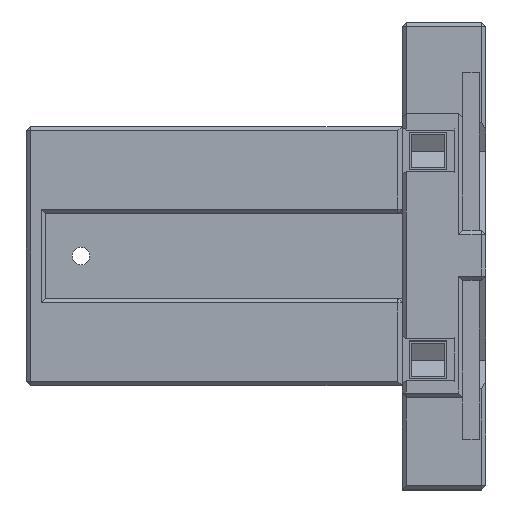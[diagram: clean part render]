
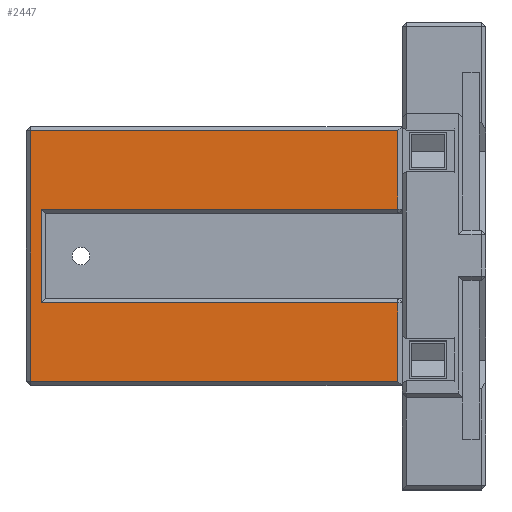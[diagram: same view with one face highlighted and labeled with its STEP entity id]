
A CAD part, top view. The second image highlights one B-rep face of the part: STEP entity #2447.
In plain terms, the highlighted planar face has unit normal (0, 0, 1).
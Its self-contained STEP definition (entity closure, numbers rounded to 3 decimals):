
#86=PLANE('',#2600);
#219=FACE_OUTER_BOUND('',#361,.T.);
#361=EDGE_LOOP('',(#1983,#1984,#1985,#1986,#1987,#1988,#1989,#1990));
#472=LINE('',#3372,#808);
#480=LINE('',#3388,#816);
#484=LINE('',#3395,#820);
#488=LINE('',#3404,#824);
#629=LINE('',#3681,#965);
#639=LINE('',#3702,#975);
#642=LINE('',#3708,#978);
#644=LINE('',#3711,#980);
#808=VECTOR('',#2729,10.);
#816=VECTOR('',#2743,10.);
#820=VECTOR('',#2749,10.);
#824=VECTOR('',#2759,10.);
#965=VECTOR('',#2970,10.);
#975=VECTOR('',#2988,10.);
#978=VECTOR('',#2993,10.);
#980=VECTOR('',#2997,10.);
#1148=VERTEX_POINT('',#3357);
#1153=VERTEX_POINT('',#3370);
#1155=VERTEX_POINT('',#3376);
#1159=VERTEX_POINT('',#3391);
#1162=VERTEX_POINT('',#3403);
#1261=VERTEX_POINT('',#3673);
#1270=VERTEX_POINT('',#3701);
#1272=VERTEX_POINT('',#3707);
#1370=EDGE_CURVE('',#1153,#1148,#472,.T.);
#1378=EDGE_CURVE('',#1148,#1155,#480,.T.);
#1382=EDGE_CURVE('',#1155,#1159,#484,.T.);
#1386=EDGE_CURVE('',#1159,#1162,#488,.T.);
#1527=EDGE_CURVE('',#1261,#1153,#629,.T.);
#1537=EDGE_CURVE('',#1162,#1270,#639,.T.);
#1540=EDGE_CURVE('',#1270,#1272,#642,.T.);
#1542=EDGE_CURVE('',#1272,#1261,#644,.T.);
#1983=ORIENTED_EDGE('',*,*,#1370,.F.);
#1984=ORIENTED_EDGE('',*,*,#1527,.F.);
#1985=ORIENTED_EDGE('',*,*,#1542,.F.);
#1986=ORIENTED_EDGE('',*,*,#1540,.F.);
#1987=ORIENTED_EDGE('',*,*,#1537,.F.);
#1988=ORIENTED_EDGE('',*,*,#1386,.F.);
#1989=ORIENTED_EDGE('',*,*,#1382,.F.);
#1990=ORIENTED_EDGE('',*,*,#1378,.F.);
#2447=ADVANCED_FACE('',(#219),#86,.T.);
#2600=AXIS2_PLACEMENT_3D('',#3717,#3005,#3006);
#2729=DIRECTION('',(-1.,0.,0.));
#2743=DIRECTION('',(0.,1.,0.));
#2749=DIRECTION('',(1.,0.,0.));
#2759=DIRECTION('',(0.,-1.,0.));
#2970=DIRECTION('',(0.,-1.,0.));
#2988=DIRECTION('',(-1.,0.,0.));
#2993=DIRECTION('',(0.,-1.,0.));
#2997=DIRECTION('',(1.,0.,0.));
#3005=DIRECTION('center_axis',(0.,0.,1.));
#3006=DIRECTION('ref_axis',(1.,0.,0.));
#3357=CARTESIAN_POINT('',(-89.,-24.,30.));
#3370=CARTESIAN_POINT('',(-1.,-24.,30.));
#3372=CARTESIAN_POINT('',(-67.5,-24.,30.));
#3376=CARTESIAN_POINT('',(-89.,36.,30.));
#3388=CARTESIAN_POINT('',(-89.,21.5,30.));
#3391=CARTESIAN_POINT('',(-1.,36.,30.));
#3395=CARTESIAN_POINT('',(-22.5,36.,30.));
#3403=CARTESIAN_POINT('',(-1.,17.25,30.));
#3404=CARTESIAN_POINT('',(-1.,6.,30.));
#3673=CARTESIAN_POINT('',(-1.,-5.25,30.));
#3681=CARTESIAN_POINT('',(-1.,6.,30.));
#3701=CARTESIAN_POINT('',(-86.5,17.25,30.));
#3702=CARTESIAN_POINT('',(-65.25,17.25,30.));
#3707=CARTESIAN_POINT('',(-86.5,-5.25,30.));
#3708=CARTESIAN_POINT('',(-86.5,0.875,30.));
#3711=CARTESIAN_POINT('',(-12.5,-5.25,30.));
#3717=CARTESIAN_POINT('Origin',(-45.,6.,30.));
